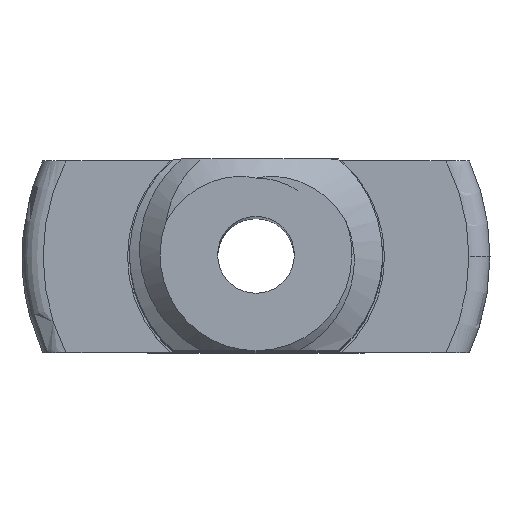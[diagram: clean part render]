
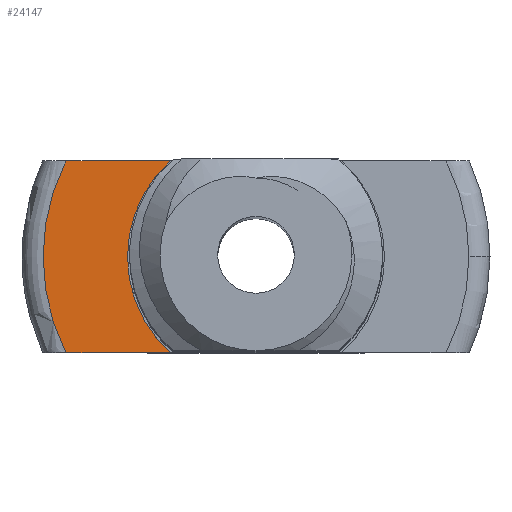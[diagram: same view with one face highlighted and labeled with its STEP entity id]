
A CAD part, top view. The second image highlights one B-rep face of the part: STEP entity #24147.
In plain terms, the highlighted planar face has unit normal (0, 0, 1).
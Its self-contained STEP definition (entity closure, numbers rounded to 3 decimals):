
#5480 = PLANE('',#5481);
#5481 = AXIS2_PLACEMENT_3D('',#5482,#5483,#5484);
#5482 = CARTESIAN_POINT('',(12.5,-2.5,46.592));
#5483 = DIRECTION('',(0.,1.,0.));
#5484 = DIRECTION('',(-1.,0.,0.));
#6269 = PLANE('',#6270);
#6270 = AXIS2_PLACEMENT_3D('',#6271,#6272,#6273);
#6271 = CARTESIAN_POINT('',(-12.5,2.5,46.592));
#6272 = DIRECTION('',(0.,-1.,0.));
#6273 = DIRECTION('',(1.,0.,0.));
#8693 = VERTEX_POINT('',#8694);
#8694 = CARTESIAN_POINT('',(-4.955,-2.5,0.));
#8746 = TOROIDAL_SURFACE('',#8747,5.55,0.55);
#8747 = AXIS2_PLACEMENT_3D('',#8748,#8749,#8750);
#8748 = CARTESIAN_POINT('',(0.,0.,-0.55)
  );
#8749 = DIRECTION('',(0.,0.,1.));
#8750 = DIRECTION('',(1.,0.,0.));
#8777 = EDGE_CURVE('',#8778,#8693,#8780,.T.);
#8778 = VERTEX_POINT('',#8779);
#8779 = CARTESIAN_POINT('',(-2.23,-2.5,0.));
#8780 = SURFACE_CURVE('',#8781,(#8785,#8792),.PCURVE_S1.);
#8781 = LINE('',#8782,#8783);
#8782 = CARTESIAN_POINT('',(6.25,-2.5,0.));
#8783 = VECTOR('',#8784,1.);
#8784 = DIRECTION('',(-1.,0.,0.));
#8785 = PCURVE('',#5480,#8786);
#8786 = DEFINITIONAL_REPRESENTATION('',(#8787),#8791);
#8787 = LINE('',#8788,#8789);
#8788 = CARTESIAN_POINT('',(6.25,-46.592));
#8789 = VECTOR('',#8790,1.);
#8790 = DIRECTION('',(1.,0.));
#8791 = ( GEOMETRIC_REPRESENTATION_CONTEXT(2) 
PARAMETRIC_REPRESENTATION_CONTEXT() REPRESENTATION_CONTEXT('2D SPACE',''
  ) );
#8792 = PCURVE('',#8793,#8798);
#8793 = PLANE('',#8794);
#8794 = AXIS2_PLACEMENT_3D('',#8795,#8796,#8797);
#8795 = CARTESIAN_POINT('',(0.,0.,
    0.));
#8796 = DIRECTION('',(0.,0.,-1.));
#8797 = DIRECTION('',(1.,0.,0.));
#8798 = DEFINITIONAL_REPRESENTATION('',(#8799),#8803);
#8799 = LINE('',#8800,#8801);
#8800 = CARTESIAN_POINT('',(6.25,2.5));
#8801 = VECTOR('',#8802,1.);
#8802 = DIRECTION('',(-1.,0.));
#8803 = ( GEOMETRIC_REPRESENTATION_CONTEXT(2) 
PARAMETRIC_REPRESENTATION_CONTEXT() REPRESENTATION_CONTEXT('2D SPACE',''
  ) );
#8819 = CYLINDRICAL_SURFACE('',#8820,3.35);
#8820 = AXIS2_PLACEMENT_3D('',#8821,#8822,#8823);
#8821 = CARTESIAN_POINT('',(0.,0.,1.8)
  );
#8822 = DIRECTION('',(0.,0.,-1.));
#8823 = DIRECTION('',(1.,0.,0.));
#21922 = VERTEX_POINT('',#21923);
#21923 = CARTESIAN_POINT('',(-2.23,2.5,0.));
#21944 = EDGE_CURVE('',#21945,#21922,#21947,.T.);
#21945 = VERTEX_POINT('',#21946);
#21946 = CARTESIAN_POINT('',(-4.955,2.5,0.));
#21947 = SURFACE_CURVE('',#21948,(#21952,#21959),.PCURVE_S1.);
#21948 = LINE('',#21949,#21950);
#21949 = CARTESIAN_POINT('',(-6.25,2.5,0.));
#21950 = VECTOR('',#21951,1.);
#21951 = DIRECTION('',(1.,0.,0.));
#21952 = PCURVE('',#6269,#21953);
#21953 = DEFINITIONAL_REPRESENTATION('',(#21954),#21958);
#21954 = LINE('',#21955,#21956);
#21955 = CARTESIAN_POINT('',(6.25,-46.592));
#21956 = VECTOR('',#21957,1.);
#21957 = DIRECTION('',(1.,0.));
#21958 = ( GEOMETRIC_REPRESENTATION_CONTEXT(2) 
PARAMETRIC_REPRESENTATION_CONTEXT() REPRESENTATION_CONTEXT('2D SPACE',''
  ) );
#21959 = PCURVE('',#8793,#21960);
#21960 = DEFINITIONAL_REPRESENTATION('',(#21961),#21965);
#21961 = LINE('',#21962,#21963);
#21962 = CARTESIAN_POINT('',(-6.25,-2.5));
#21963 = VECTOR('',#21964,1.);
#21964 = DIRECTION('',(1.,0.));
#21965 = ( GEOMETRIC_REPRESENTATION_CONTEXT(2) 
PARAMETRIC_REPRESENTATION_CONTEXT() REPRESENTATION_CONTEXT('2D SPACE',''
  ) );
#23679 = EDGE_CURVE('',#8778,#21922,#23680,.T.);
#23680 = SURFACE_CURVE('',#23681,(#23686,#23693),.PCURVE_S1.);
#23681 = CIRCLE('',#23682,3.35);
#23682 = AXIS2_PLACEMENT_3D('',#23683,#23684,#23685);
#23683 = CARTESIAN_POINT('',(0.,0.,
    0.));
#23684 = DIRECTION('',(0.,0.,-1.));
#23685 = DIRECTION('',(1.,0.,0.));
#23686 = PCURVE('',#8819,#23687);
#23687 = DEFINITIONAL_REPRESENTATION('',(#23688),#23692);
#23688 = LINE('',#23689,#23690);
#23689 = CARTESIAN_POINT('',(0.,1.8));
#23690 = VECTOR('',#23691,1.);
#23691 = DIRECTION('',(1.,0.));
#23692 = ( GEOMETRIC_REPRESENTATION_CONTEXT(2) 
PARAMETRIC_REPRESENTATION_CONTEXT() REPRESENTATION_CONTEXT('2D SPACE',''
  ) );
#23693 = PCURVE('',#8793,#23694);
#23694 = DEFINITIONAL_REPRESENTATION('',(#23695),#23699);
#23695 = CIRCLE('',#23696,3.35);
#23696 = AXIS2_PLACEMENT_2D('',#23697,#23698);
#23697 = CARTESIAN_POINT('',(0.,0.));
#23698 = DIRECTION('',(1.,0.));
#23699 = ( GEOMETRIC_REPRESENTATION_CONTEXT(2) 
PARAMETRIC_REPRESENTATION_CONTEXT() REPRESENTATION_CONTEXT('2D SPACE',''
  ) );
#24147 = ADVANCED_FACE('',(#24148),#8793,.F.);
#24148 = FACE_BOUND('',#24149,.T.);
#24149 = EDGE_LOOP('',(#24150,#24151,#24152,#24153));
#24150 = ORIENTED_EDGE('',*,*,#8777,.F.);
#24151 = ORIENTED_EDGE('',*,*,#23679,.T.);
#24152 = ORIENTED_EDGE('',*,*,#21944,.F.);
#24153 = ORIENTED_EDGE('',*,*,#24154,.F.);
#24154 = EDGE_CURVE('',#8693,#21945,#24155,.T.);
#24155 = SURFACE_CURVE('',#24156,(#24161,#24168),.PCURVE_S1.);
#24156 = CIRCLE('',#24157,5.55);
#24157 = AXIS2_PLACEMENT_3D('',#24158,#24159,#24160);
#24158 = CARTESIAN_POINT('',(0.,0.,
    0.));
#24159 = DIRECTION('',(0.,0.,-1.));
#24160 = DIRECTION('',(1.,0.,0.));
#24161 = PCURVE('',#8793,#24162);
#24162 = DEFINITIONAL_REPRESENTATION('',(#24163),#24167);
#24163 = CIRCLE('',#24164,5.55);
#24164 = AXIS2_PLACEMENT_2D('',#24165,#24166);
#24165 = CARTESIAN_POINT('',(0.,0.));
#24166 = DIRECTION('',(1.,0.));
#24167 = ( GEOMETRIC_REPRESENTATION_CONTEXT(2) 
PARAMETRIC_REPRESENTATION_CONTEXT() REPRESENTATION_CONTEXT('2D SPACE',''
  ) );
#24168 = PCURVE('',#8746,#24169);
#24169 = DEFINITIONAL_REPRESENTATION('',(#24170),#24174);
#24170 = LINE('',#24171,#24172);
#24171 = CARTESIAN_POINT('',(0.,7.854));
#24172 = VECTOR('',#24173,1.);
#24173 = DIRECTION('',(-1.,0.));
#24174 = ( GEOMETRIC_REPRESENTATION_CONTEXT(2) 
PARAMETRIC_REPRESENTATION_CONTEXT() REPRESENTATION_CONTEXT('2D SPACE',''
  ) );
